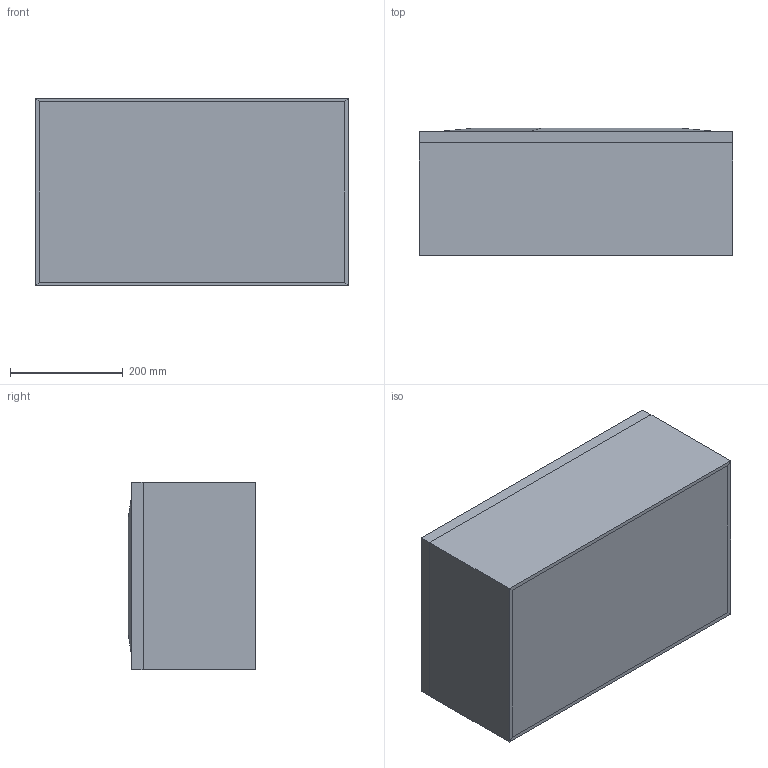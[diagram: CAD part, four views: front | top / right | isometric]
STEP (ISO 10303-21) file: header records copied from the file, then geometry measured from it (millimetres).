
FILE_DESCRIPTION(('FreeCAD Model'),'2;1');
FILE_NAME('Open CASCADE Shape Model','2025-05-01T01:50:59',('FreeCAD'),( 'FreeCAD'),'Open CASCADE STEP processor 7.6','FreeCAD','Unknown');
FILE_SCHEMA(('AUTOMOTIVE_DESIGN { 1 0 10303 214 1 1 1 1 }'));
Length unit declared in the file: millimetre
Products named in the file (1): Open CASCADE STEP translator 7.6 1
Bounding box: 554.88 x 226.12 x 332.93 mm (x, y, z)
Volume: 16953003.2 mm3; surface area: 2872470.6 mm2
Topology: 17 solids, 17 shells, 129 faces, 278 edges, 184 vertices
Faces by surface type: bspline 129
Entity records: 3274 total; most frequent: CARTESIAN_POINT 1401, ORIENTED_EDGE 556, EDGE_CURVE 278, B_SPLINE_CURVE_WITH_KNOTS 266, VERTEX_POINT 184, FACE_BOUND 144, EDGE_LOOP 144, ADVANCED_FACE 129
